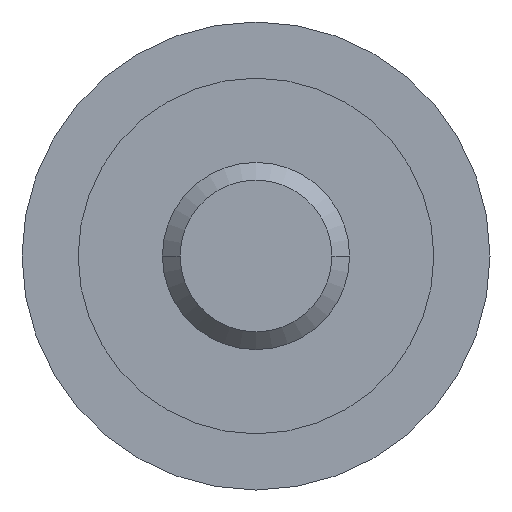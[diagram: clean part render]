
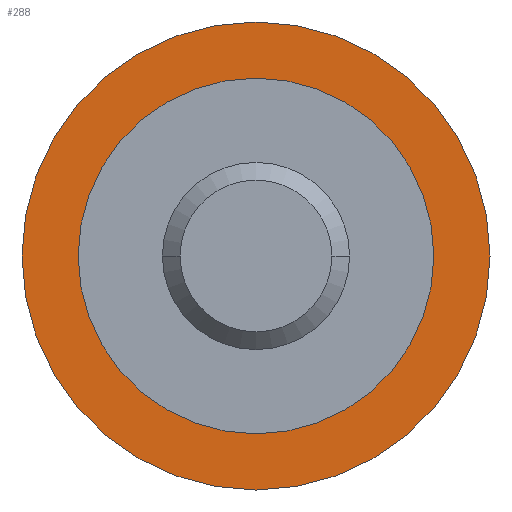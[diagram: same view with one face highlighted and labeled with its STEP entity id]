
A CAD part, front view. The second image highlights one B-rep face of the part: STEP entity #288.
In plain terms, the highlighted planar face has unit normal (0, -1, 0).
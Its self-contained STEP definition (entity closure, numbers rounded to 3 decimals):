
#154=VERTEX_POINT('',#399);
#166=EDGE_CURVE('',#154,#264,#412,.T.);
#168=VERTEX_POINT('',#414);
#202=VERTEX_POINT('',#454);
#240=EDGE_CURVE('',#264,#154,#494,.T.);
#264=VERTEX_POINT('',#522);
#288=ADVANCED_FACE('',(#550,#551),#552,.T.);
#344=EDGE_CURVE('',#202,#168,#617,.T.);
#362=EDGE_CURVE('',#168,#202,#638,.T.);
#399=CARTESIAN_POINT('',(-5.0,0.0,0.));
#412=CIRCLE('',#686,5.0);
#414=CARTESIAN_POINT('',(-3.8,0.0,0.));
#454=CARTESIAN_POINT('',(3.8,0.0,0.));
#494=CIRCLE('',#794,5.0);
#522=CARTESIAN_POINT('',(5.0,0.0,0.0));
#550=FACE_BOUND('',#862,.T.);
#551=FACE_OUTER_BOUND('',#863,.T.);
#552=PLANE('',#864);
#617=CIRCLE('',#948,3.8);
#638=CIRCLE('',#975,3.8);
#686=AXIS2_PLACEMENT_3D('',#1000,#1001,#1002);
#794=AXIS2_PLACEMENT_3D('',#1088,#1089,#1090);
#862=EDGE_LOOP('',(#1177,#1178));
#863=EDGE_LOOP('',(#1179,#1180));
#864=AXIS2_PLACEMENT_3D('',#1181,#1182,#1183);
#948=AXIS2_PLACEMENT_3D('',#1265,#1266,#1267);
#975=AXIS2_PLACEMENT_3D('',#1297,#1298,#1299);
#1000=CARTESIAN_POINT('',(0.0,0.0,0.0));
#1001=DIRECTION('',(0.0,-1.0,0.0));
#1002=DIRECTION('',(1.0,0.0,0.0));
#1088=CARTESIAN_POINT('',(0.0,0.0,0.0));
#1089=DIRECTION('',(0.0,-1.0,0.0));
#1090=DIRECTION('',(1.0,0.0,0.0));
#1177=ORIENTED_EDGE('',*,*,#362,.T.);
#1178=ORIENTED_EDGE('',*,*,#344,.T.);
#1179=ORIENTED_EDGE('',*,*,#240,.T.);
#1180=ORIENTED_EDGE('',*,*,#166,.T.);
#1181=CARTESIAN_POINT('',(0.0,0.0,0.0));
#1182=DIRECTION('',(0.0,-1.0,0.0));
#1183=DIRECTION('',(-1.0,0.0,0.0));
#1265=CARTESIAN_POINT('',(0.0,0.0,0.0));
#1266=DIRECTION('',(-0.0,1.0,0.0));
#1267=DIRECTION('',(1.0,0.0,0.0));
#1297=CARTESIAN_POINT('',(0.0,0.0,0.0));
#1298=DIRECTION('',(-0.0,1.0,0.0));
#1299=DIRECTION('',(1.0,0.0,0.0));
